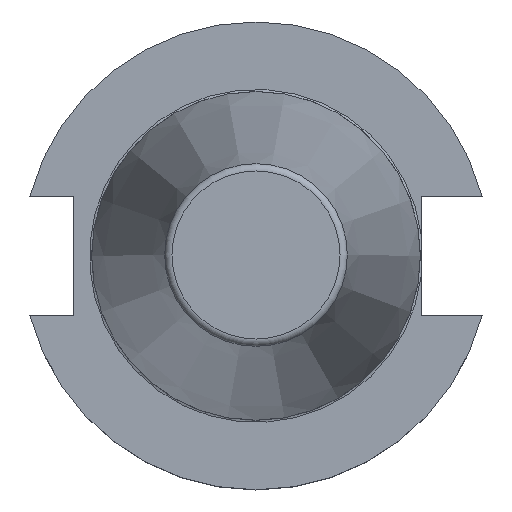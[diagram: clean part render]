
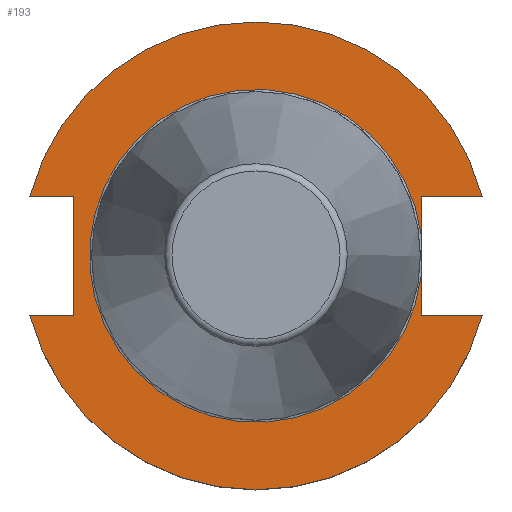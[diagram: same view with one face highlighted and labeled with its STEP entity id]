
A CAD part, top view. The second image highlights one B-rep face of the part: STEP entity #193.
In plain terms, the highlighted planar face has unit normal (0, 0, 1).
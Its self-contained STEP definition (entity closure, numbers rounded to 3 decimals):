
#46=FACE_OUTER_BOUND('',#314,.T.);
#82=LINE('',#1184,#119);
#87=LINE('',#1198,#124);
#94=LINE('',#1228,#131);
#97=LINE('',#1242,#134);
#98=LINE('',#1243,#135);
#99=LINE('',#1245,#136);
#100=LINE('',#1249,#137);
#119=VECTOR('',#937,1.);
#124=VECTOR('',#952,1.);
#131=VECTOR('',#961,1.);
#134=VECTOR('',#978,1.);
#135=VECTOR('',#979,1.);
#136=VECTOR('',#980,1.);
#137=VECTOR('',#983,1.);
#150=PLANE('',#820);
#193=ADVANCED_FACE('CU_FL_SU_5',(#46),#150,.F.);
#314=EDGE_LOOP('',(#431,#432,#433,#434,#435,#436,#437,#438,#439,#440));
#431=ORIENTED_EDGE('',*,*,#653,.T.);
#432=ORIENTED_EDGE('',*,*,#662,.F.);
#433=ORIENTED_EDGE('',*,*,#669,.T.);
#434=ORIENTED_EDGE('',*,*,#664,.T.);
#435=ORIENTED_EDGE('',*,*,#670,.T.);
#436=ORIENTED_EDGE('',*,*,#671,.T.);
#437=ORIENTED_EDGE('',*,*,#672,.T.);
#438=ORIENTED_EDGE('',*,*,#673,.T.);
#439=ORIENTED_EDGE('',*,*,#646,.T.);
#440=ORIENTED_EDGE('',*,*,#667,.F.);
#576=VERTEX_POINT('',#1183);
#577=VERTEX_POINT('',#1185);
#581=VERTEX_POINT('',#1199);
#582=VERTEX_POINT('',#1200);
#588=VERTEX_POINT('',#1227);
#590=VERTEX_POINT('',#1232);
#591=VERTEX_POINT('',#1234);
#593=VERTEX_POINT('',#1244);
#594=VERTEX_POINT('',#1246);
#595=VERTEX_POINT('',#1248);
#646=EDGE_CURVE('',#577,#576,#82,.T.);
#653=EDGE_CURVE('',#581,#582,#87,.T.);
#662=EDGE_CURVE('',#588,#582,#94,.T.);
#664=EDGE_CURVE('',#591,#590,#725,.T.);
#667=EDGE_CURVE('',#581,#576,#727,.T.);
#669=EDGE_CURVE('',#588,#591,#97,.T.);
#670=EDGE_CURVE('',#590,#593,#98,.T.);
#671=EDGE_CURVE('',#593,#594,#99,.T.);
#672=EDGE_CURVE('',#594,#595,#729,.T.);
#673=EDGE_CURVE('',#595,#577,#100,.T.);
#725=CIRCLE('',#813,31.75);
#727=CIRCLE('',#816,31.75);
#729=CIRCLE('',#819,22.6);
#813=AXIS2_PLACEMENT_3D('',#1233,#965,#966);
#816=AXIS2_PLACEMENT_3D('',#1239,#972,#973);
#819=AXIS2_PLACEMENT_3D('',#1247,#981,#982);
#820=AXIS2_PLACEMENT_3D('',#1250,#984,#985);
#937=DIRECTION('',(1.,0.,0.));
#952=DIRECTION('',(1.,0.,0.));
#961=DIRECTION('',(0.,1.,0.));
#965=DIRECTION('',(0.,0.,1.));
#966=DIRECTION('',(-1.,0.,0.));
#972=DIRECTION('',(0.,0.,-1.));
#973=DIRECTION('',(-1.,0.,0.));
#978=DIRECTION('',(-1.,0.,0.));
#979=DIRECTION('',(-1.,0.,0.));
#980=DIRECTION('',(0.,1.,0.));
#981=DIRECTION('',(0.,0.,-1.));
#982=DIRECTION('',(-1.,0.,0.));
#983=DIRECTION('',(0.,1.,0.));
#984=DIRECTION('',(0.,0.,-1.));
#985=DIRECTION('',(-1.,0.,0.));
#1183=CARTESIAN_POINT('',(30.701,8.095,-1.));
#1184=CARTESIAN_POINT('',(41.75,8.095,-1.));
#1185=CARTESIAN_POINT('',(22.42,8.095,-1.));
#1198=CARTESIAN_POINT('',(-41.75,8.095,-1.));
#1199=CARTESIAN_POINT('',(-30.701,8.095,-1.));
#1200=CARTESIAN_POINT('',(-24.82,8.095,-1.));
#1227=CARTESIAN_POINT('',(-24.82,-8.095,-1.));
#1228=CARTESIAN_POINT('',(-24.82,22.,-1.));
#1232=CARTESIAN_POINT('',(30.701,-8.095,-1.));
#1233=CARTESIAN_POINT('',(0.,0.,-1.));
#1234=CARTESIAN_POINT('',(-30.701,-8.095,-1.));
#1239=CARTESIAN_POINT('',(0.,0.,-1.));
#1242=CARTESIAN_POINT('',(-41.75,-8.095,-1.));
#1243=CARTESIAN_POINT('',(41.75,-8.095,-1.));
#1244=CARTESIAN_POINT('',(22.42,-8.095,-1.));
#1245=CARTESIAN_POINT('',(22.42,22.,-1.));
#1246=CARTESIAN_POINT('',(22.42,-2.847,-1.));
#1247=CARTESIAN_POINT('',(0.,0.,-1.));
#1248=CARTESIAN_POINT('',(22.42,2.847,-1.));
#1249=CARTESIAN_POINT('',(22.42,22.,-1.));
#1250=CARTESIAN_POINT('',(0.,22.,-1.));
